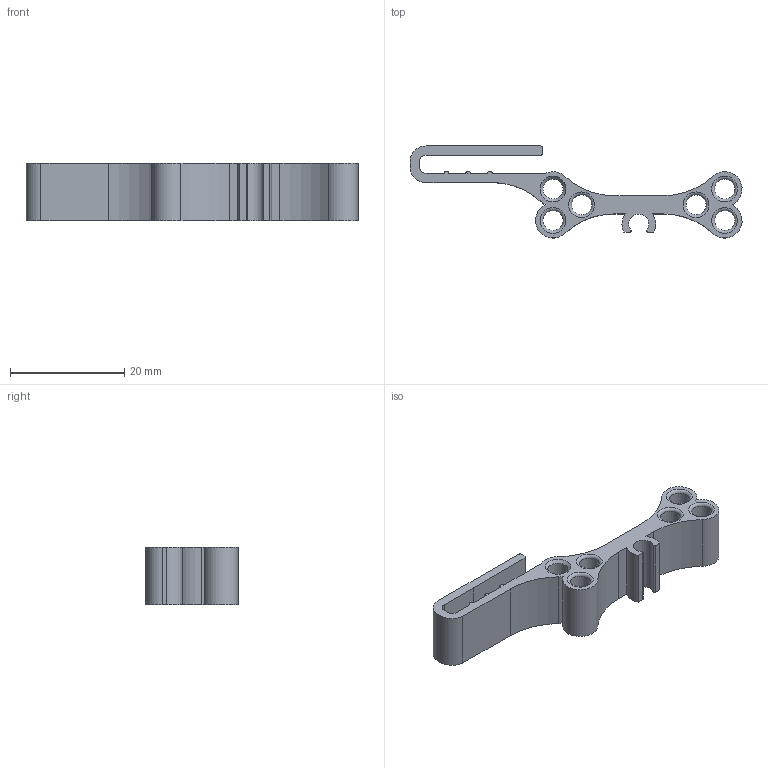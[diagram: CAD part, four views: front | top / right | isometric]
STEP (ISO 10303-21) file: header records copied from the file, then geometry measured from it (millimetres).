
FILE_DESCRIPTION(/* description */ ('STEP AP242 Edition 2','CAx-IF Rec.Pracs.---Representation and Presentation of Product Manufacturing Information (PMI)---4.0---2014-10-13','CAx-IF Rec.Pracs.---3D Tessellated Geometry---0.4---2014-09-14','2;1','CAx-IF Rec.Pracs.---User Defined Attributes---1.5---2016-08-15'),/* implementation_level */ '2;1');
FILE_NAME(/* name */ 'Part Studio 1 - hook + barebone clip V.2',/* time_stamp */ '2026-02-15T22:11:02Z',/* author */ (''),/* organization */ (''),/* preprocessor_version */ 'ST-DEVELOPER v20',/* originating_system */ 'ONSHAPE BY PTC INC, 1.210',/* authorisation */ ' ');
FILE_SCHEMA (('AP242_MANAGED_MODEL_BASED_3D_ENGINEERING_MIM_LF { 1 0 10303 442 3 1 4 }'));
Length unit declared in the file: millimetre
Products named in the file (1): hook + barebone clip V.2
Bounding box: 58.04 x 16.09 x 10 mm (x, y, z)
Volume: 2558.2 mm3; surface area: 3193.3 mm2
Topology: 1 solids, 1 shells, 58 faces, 163 edges, 107 vertices
Faces by surface type: cylinder 30, plane 22, torus 5, cone 1
Full cylindrical faces by diameter (mm): 3.5 x6
Entity records: 1874 total; most frequent: DIRECTION 334, CARTESIAN_POINT 315, ORIENTED_EDGE 300, EDGE_CURVE 150, AXIS2_PLACEMENT_3D 125, VERTEX_POINT 106, LINE 84, VECTOR 84
